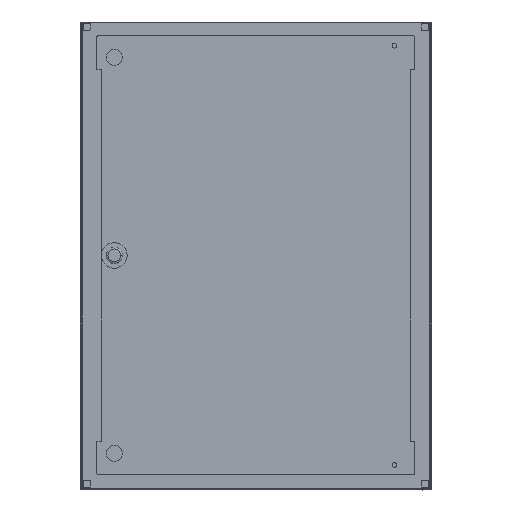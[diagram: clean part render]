
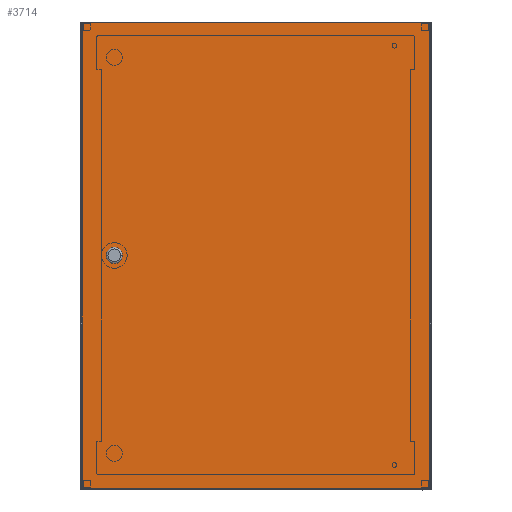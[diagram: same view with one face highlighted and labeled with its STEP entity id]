
A CAD part, top view. The second image highlights one B-rep face of the part: STEP entity #3714.
In plain terms, the highlighted face is planar.
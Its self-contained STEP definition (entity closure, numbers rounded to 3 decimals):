
#398 = EDGE_LOOP ( 'NONE', ( #1105, #11552, #3768, #3475 ) ) ;
#759 = CARTESIAN_POINT ( 'NONE',  ( 297.5, 399.25, 0. ) ) ;
#945 = VERTEX_POINT ( 'NONE', #2074 ) ;
#1050 = EDGE_CURVE ( 'NONE', #7880, #11900, #2847, .T. ) ;
#1077 = CARTESIAN_POINT ( 'NONE',  ( 0., 0., 0. ) ) ;
#1105 = ORIENTED_EDGE ( 'NONE', *, *, #3776, .F. ) ;
#1639 = AXIS2_PLACEMENT_3D ( 'NONE', #4761, #4830, #5921 ) ;
#1679 = CARTESIAN_POINT ( 'NONE',  ( -297.5, -399.25, 0. ) ) ;
#2074 = CARTESIAN_POINT ( 'NONE',  ( -297.5, 399.25, 0. ) ) ;
#2078 = CARTESIAN_POINT ( 'NONE',  ( 256.5, 0., 0. ) ) ;
#2281 = DIRECTION ( 'NONE',  ( 0., -1., 0. ) ) ;
#2400 = EDGE_CURVE ( 'NONE', #12483, #3825, #12285, .T. ) ;
#2847 = LINE ( 'NONE', #3286, #8657 ) ;
#3273 = DIRECTION ( 'NONE',  ( 0., 1., 0. ) ) ;
#3286 = CARTESIAN_POINT ( 'NONE',  ( 297.5, -399.25, 0. ) ) ;
#3319 = EDGE_CURVE ( 'NONE', #8403, #945, #6988, .T. ) ;
#3475 = ORIENTED_EDGE ( 'NONE', *, *, #1050, .F. ) ;
#3714 = ADVANCED_FACE ( 'NONE', ( #6149, #10058 ), #10324, .T. ) ;
#3768 = ORIENTED_EDGE ( 'NONE', *, *, #6452, .F. ) ;
#3776 = EDGE_CURVE ( 'NONE', #945, #7880, #5059, .T. ) ;
#3825 = VERTEX_POINT ( 'NONE', #10386 ) ;
#3892 = ORIENTED_EDGE ( 'NONE', *, *, #2400, .F. ) ;
#4761 = CARTESIAN_POINT ( 'NONE',  ( 242.5, 0., 0. ) ) ;
#4830 = DIRECTION ( 'NONE',  ( 0., 0., -1. ) ) ;
#5059 = LINE ( 'NONE', #9177, #5066 ) ;
#5066 = VECTOR ( 'NONE', #2281, 1000. ) ;
#5195 = DIRECTION ( 'NONE',  ( -1., 0., 0. ) ) ;
#5245 = CARTESIAN_POINT ( 'NONE',  ( 297.5, 399.25, 0. ) ) ;
#5491 = CARTESIAN_POINT ( 'NONE',  ( 297.5, -399.25, 0. ) ) ;
#5921 = DIRECTION ( 'NONE',  ( -1., 0., 0. ) ) ;
#6149 = FACE_BOUND ( 'NONE', #11849, .T. ) ;
#6452 = EDGE_CURVE ( 'NONE', #11900, #8403, #11309, .T. ) ;
#6486 = CARTESIAN_POINT ( 'NONE',  ( 297.5, 399.25, 0. ) ) ;
#6988 = LINE ( 'NONE', #759, #12767 ) ;
#7227 = AXIS2_PLACEMENT_3D ( 'NONE', #1077, #8302, #5195 ) ;
#7327 = VECTOR ( 'NONE', #3273, 1000. ) ;
#7415 = DIRECTION ( 'NONE',  ( 1., 0., 0. ) ) ;
#7880 = VERTEX_POINT ( 'NONE', #1679 ) ;
#8302 = DIRECTION ( 'NONE',  ( 0., 0., -1. ) ) ;
#8384 = DIRECTION ( 'NONE',  ( 0., 0., -1. ) ) ;
#8403 = VERTEX_POINT ( 'NONE', #6486 ) ;
#8657 = VECTOR ( 'NONE', #7415, 1000. ) ;
#9177 = CARTESIAN_POINT ( 'NONE',  ( -297.5, 399.25, 0. ) ) ;
#10058 = FACE_OUTER_BOUND ( 'NONE', #398, .T. ) ;
#10324 = PLANE ( 'NONE',  #7227 ) ;
#10386 = CARTESIAN_POINT ( 'NONE',  ( 228.5, 0., 0. ) ) ;
#10537 = DIRECTION ( 'NONE',  ( -1., 0., 0. ) ) ;
#11307 = ORIENTED_EDGE ( 'NONE', *, *, #13172, .F. ) ;
#11309 = LINE ( 'NONE', #5245, #7327 ) ;
#11538 = CARTESIAN_POINT ( 'NONE',  ( 242.5, 0., 0. ) ) ;
#11552 = ORIENTED_EDGE ( 'NONE', *, *, #3319, .F. ) ;
#11778 = CIRCLE ( 'NONE', #1639, 14. ) ;
#11849 = EDGE_LOOP ( 'NONE', ( #3892, #11307 ) ) ;
#11900 = VERTEX_POINT ( 'NONE', #5491 ) ;
#12090 = DIRECTION ( 'NONE',  ( -1., 0., 0. ) ) ;
#12285 = CIRCLE ( 'NONE', #12703, 14. ) ;
#12483 = VERTEX_POINT ( 'NONE', #2078 ) ;
#12703 = AXIS2_PLACEMENT_3D ( 'NONE', #11538, #8384, #10537 ) ;
#12767 = VECTOR ( 'NONE', #12090, 1000. ) ;
#13172 = EDGE_CURVE ( 'NONE', #3825, #12483, #11778, .T. ) ;
